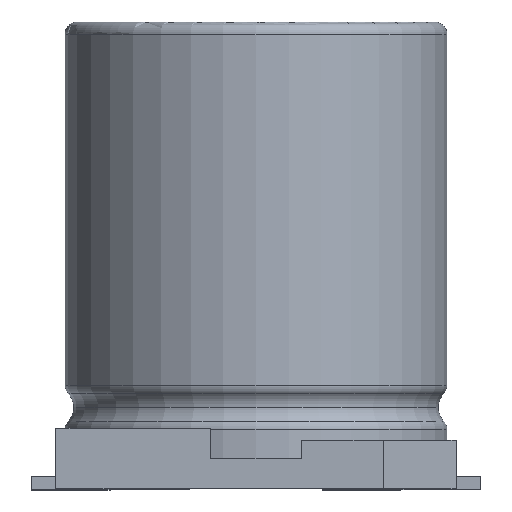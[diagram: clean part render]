
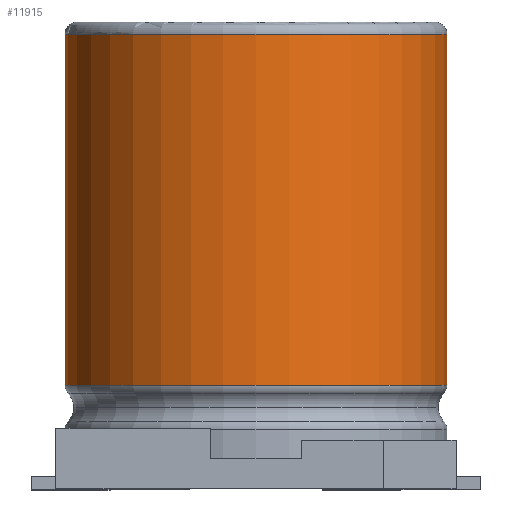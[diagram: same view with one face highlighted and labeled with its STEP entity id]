
A CAD part, front view. The second image highlights one B-rep face of the part: STEP entity #11915.
In plain terms, the highlighted cylindrical face has radius 3.15 mm (diameter 6.3 mm), a partial arc.
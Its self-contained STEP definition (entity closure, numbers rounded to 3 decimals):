
#108 = VERTEX_POINT ( 'NONE', #2785 ) ;
#1194 = VERTEX_POINT ( 'NONE', #11386 ) ;
#1362 = CIRCLE ( 'NONE', #9582, 3.15 ) ;
#1377 = ORIENTED_EDGE ( 'NONE', *, *, #1700, .F. ) ;
#1535 = CARTESIAN_POINT ( 'NONE',  ( 3.15, 0., 24.31 ) ) ;
#1583 = ORIENTED_EDGE ( 'NONE', *, *, #11822, .T. ) ;
#1700 = EDGE_CURVE ( 'NONE', #2304, #108, #12185, .T. ) ;
#1740 = VECTOR ( 'NONE', #2780, 1000. ) ;
#1840 = DIRECTION ( 'NONE',  ( 0., 0., -1. ) ) ;
#2036 = CARTESIAN_POINT ( 'NONE',  ( 0., 0., 24.31 ) ) ;
#2304 = VERTEX_POINT ( 'NONE', #9757 ) ;
#2390 = AXIS2_PLACEMENT_3D ( 'NONE', #8760, #8694, #11890 ) ;
#2780 = DIRECTION ( 'NONE',  ( 0., 0., -1. ) ) ;
#2785 = CARTESIAN_POINT ( 'NONE',  ( 3.15, 0., 1.707 ) ) ;
#3337 = VECTOR ( 'NONE', #3630, 1000. ) ;
#3509 = DIRECTION ( 'NONE',  ( 0., 0., 1. ) ) ;
#3630 = DIRECTION ( 'NONE',  ( 0., 0., -1. ) ) ;
#3975 = EDGE_CURVE ( 'NONE', #2304, #8496, #9749, .T. ) ;
#4308 = ORIENTED_EDGE ( 'NONE', *, *, #8060, .T. ) ;
#4846 = CYLINDRICAL_SURFACE ( 'NONE', #6958, 3.15 ) ;
#5732 = CARTESIAN_POINT ( 'NONE',  ( -3.15, 0., 24.31 ) ) ;
#5848 = CARTESIAN_POINT ( 'NONE',  ( -3.15, 0., 7.5 ) ) ;
#6315 = DIRECTION ( 'NONE',  ( -1., 0., 0. ) ) ;
#6809 = FACE_OUTER_BOUND ( 'NONE', #13346, .T. ) ;
#6958 = AXIS2_PLACEMENT_3D ( 'NONE', #2036, #1840, #6315 ) ;
#8060 = EDGE_CURVE ( 'NONE', #8496, #1194, #10107, .T. ) ;
#8496 = VERTEX_POINT ( 'NONE', #5848 ) ;
#8694 = DIRECTION ( 'NONE',  ( 0., 0., -1. ) ) ;
#8760 = CARTESIAN_POINT ( 'NONE',  ( 0., 0., 7.5 ) ) ;
#8953 = ORIENTED_EDGE ( 'NONE', *, *, #3975, .T. ) ;
#9582 = AXIS2_PLACEMENT_3D ( 'NONE', #13032, #3509, #10880 ) ;
#9749 = CIRCLE ( 'NONE', #2390, 3.15 ) ;
#9757 = CARTESIAN_POINT ( 'NONE',  ( 3.15, 0., 7.5 ) ) ;
#10107 = LINE ( 'NONE', #5732, #3337 ) ;
#10880 = DIRECTION ( 'NONE',  ( -1., 0., 0. ) ) ;
#11386 = CARTESIAN_POINT ( 'NONE',  ( -3.15, 0., 1.707 ) ) ;
#11822 = EDGE_CURVE ( 'NONE', #1194, #108, #1362, .T. ) ;
#11890 = DIRECTION ( 'NONE',  ( 1., 0., 0. ) ) ;
#11915 = ADVANCED_FACE ( 'NONE', ( #6809 ), #4846, .T. ) ;
#12185 = LINE ( 'NONE', #1535, #1740 ) ;
#13032 = CARTESIAN_POINT ( 'NONE',  ( 0., 0., 1.707 ) ) ;
#13346 = EDGE_LOOP ( 'NONE', ( #1377, #8953, #4308, #1583 ) ) ;
